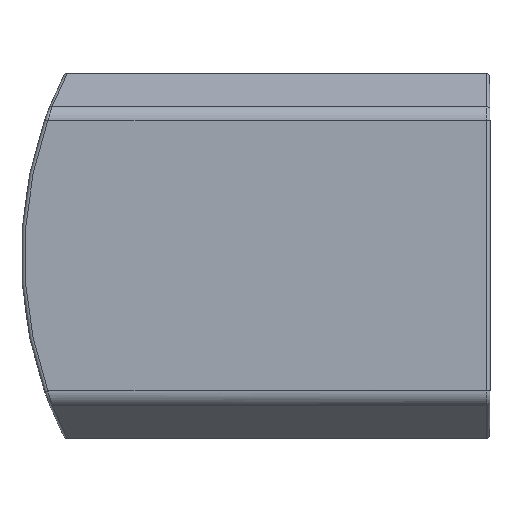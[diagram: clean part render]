
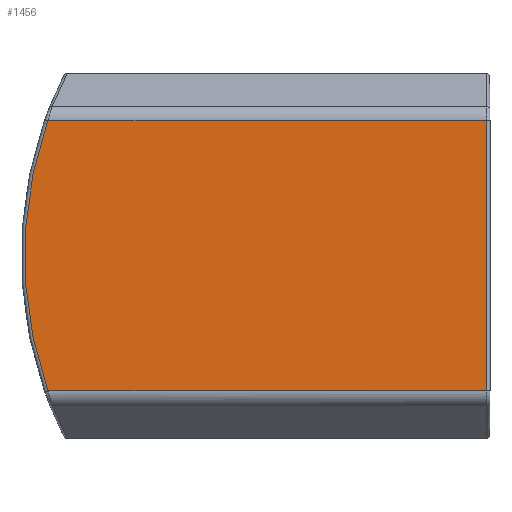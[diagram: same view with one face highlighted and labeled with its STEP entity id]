
A CAD part, top view. The second image highlights one B-rep face of the part: STEP entity #1456.
In plain terms, the highlighted planar face has unit normal (0, 0, 1).
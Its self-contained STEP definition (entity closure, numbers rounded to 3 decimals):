
#993=CARTESIAN_POINT('Vertex',(33.361,21.043,29.21)) ;
#1419=CARTESIAN_POINT('Axis2P3D Location',(0.,0.,29.21)) ;
#1424=CARTESIAN_POINT('Line Origine',(-0.831,-21.043,29.21)) ;
#1428=CARTESIAN_POINT('Vertex',(-35.024,-21.043,29.21)) ;
#1430=CARTESIAN_POINT('Vertex',(33.361,-21.043,29.21)) ;
#1433=CARTESIAN_POINT('Line Origine',(33.361,0.,29.21)) ;
#1438=CARTESIAN_POINT('Line Origine',(-0.831,21.043,29.21)) ;
#1442=CARTESIAN_POINT('Vertex',(-35.024,21.043,29.21)) ;
#1445=CARTESIAN_POINT('Axis2P3D Location',(24.497,0.,29.21)) ;
#1420=DIRECTION('Axis2P3D Direction',(0.,0.,1.)) ;
#1421=DIRECTION('Axis2P3D XDirection',(1.,0.,0.)) ;
#1425=DIRECTION('Vector Direction',(1.,0.,0.)) ;
#1434=DIRECTION('Vector Direction',(0.,1.,0.)) ;
#1439=DIRECTION('Vector Direction',(-1.,0.,0.)) ;
#1446=DIRECTION('Axis2P3D Direction',(0.,0.,1.)) ;
#1422=AXIS2_PLACEMENT_3D('Plane Axis2P3D',#1419,#1420,#1421) ;
#1447=AXIS2_PLACEMENT_3D('Circle Axis2P3D',#1445,#1446,$) ;
#1451=ORIENTED_EDGE('',*,*,#1432,.T.) ;
#1452=ORIENTED_EDGE('',*,*,#1437,.T.) ;
#1453=ORIENTED_EDGE('',*,*,#1444,.F.) ;
#1454=ORIENTED_EDGE('',*,*,#1449,.T.) ;
#1426=VECTOR('Line Direction',#1425,1.) ;
#1435=VECTOR('Line Direction',#1434,1.) ;
#1440=VECTOR('Line Direction',#1439,1.) ;
#1456=ADVANCED_FACE('PartBody',(#1455),#1423,.T.) ;
#1448=CIRCLE('generated circle',#1447,63.132) ;
#1432=EDGE_CURVE('',#1429,#1431,#1427,.T.) ;
#1437=EDGE_CURVE('',#1431,#994,#1436,.T.) ;
#1444=EDGE_CURVE('',#1443,#994,#1441,.F.) ;
#1449=EDGE_CURVE('',#1443,#1429,#1448,.T.) ;
#1450=EDGE_LOOP('',(#1451,#1452,#1453,#1454)) ;
#1455=FACE_OUTER_BOUND('',#1450,.T.) ;
#1427=LINE('Line',#1424,#1426) ;
#1436=LINE('Line',#1433,#1435) ;
#1441=LINE('Line',#1438,#1440) ;
#1423=PLANE('Plane',#1422) ;
#994=VERTEX_POINT('',#993) ;
#1429=VERTEX_POINT('',#1428) ;
#1431=VERTEX_POINT('',#1430) ;
#1443=VERTEX_POINT('',#1442) ;
